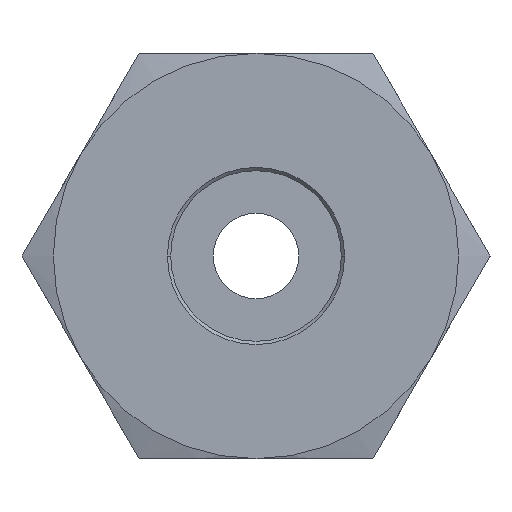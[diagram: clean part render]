
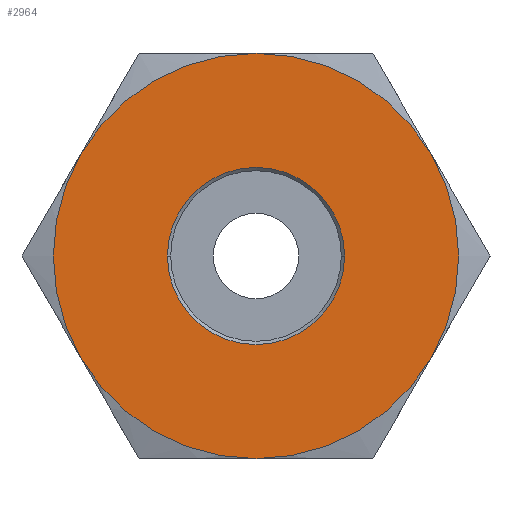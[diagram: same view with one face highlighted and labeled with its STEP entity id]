
A CAD part, left-side view. The second image highlights one B-rep face of the part: STEP entity #2964.
In plain terms, the highlighted planar face has unit normal (-1, 0, 0).
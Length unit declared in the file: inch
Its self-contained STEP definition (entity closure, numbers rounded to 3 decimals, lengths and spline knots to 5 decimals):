
#745=CARTESIAN_POINT('',(-0.88189,-0.32391,
-0.18701));
#767=CARTESIAN_POINT('',(-0.88189,0.,0.));
#768=DIRECTION('',(-1.,0.,0.));
#769=DIRECTION('',(0.,-0.866,-0.5));
#770=AXIS2_PLACEMENT_3D('',#767,#768,#769);
#772=CARTESIAN_POINT('',(-0.88189,0.,0.));
#773=DIRECTION('',(-1.,0.,0.));
#774=DIRECTION('',(0.,0.,-1.));
#775=AXIS2_PLACEMENT_3D('',#772,#773,#774);
#777=CARTESIAN_POINT('',(-0.88189,0.,0.));
#778=DIRECTION('',(-1.,0.,0.));
#779=DIRECTION('',(0.,0.866,-0.5));
#780=AXIS2_PLACEMENT_3D('',#777,#778,#779);
#782=CARTESIAN_POINT('',(-0.88189,0.,0.));
#783=DIRECTION('',(-1.,0.,0.));
#784=DIRECTION('',(0.,1.,0.));
#785=AXIS2_PLACEMENT_3D('',#782,#783,#784);
#787=CARTESIAN_POINT('',(-0.88189,0.,0.));
#788=DIRECTION('',(-1.,0.,0.));
#789=DIRECTION('',(0.,0.866,0.5));
#790=AXIS2_PLACEMENT_3D('',#787,#788,#789);
#792=CARTESIAN_POINT('',(-0.88189,0.,0.));
#793=DIRECTION('',(-1.,0.,0.));
#794=DIRECTION('',(0.,0.,1.));
#795=AXIS2_PLACEMENT_3D('',#792,#793,#794);
#797=CARTESIAN_POINT('',(-0.88189,0.,0.));
#798=DIRECTION('',(-1.,0.,0.));
#799=DIRECTION('',(0.,-0.866,0.5));
#800=AXIS2_PLACEMENT_3D('',#797,#798,#799);
#802=CARTESIAN_POINT('',(-0.88189,0.,0.));
#803=DIRECTION('',(1.,0.,0.));
#804=DIRECTION('',(0.,-1.,0.));
#805=AXIS2_PLACEMENT_3D('',#802,#803,#804);
#807=CARTESIAN_POINT('',(-0.88189,0.,0.));
#808=DIRECTION('',(1.,0.,0.));
#809=DIRECTION('',(0.,1.,0.));
#810=AXIS2_PLACEMENT_3D('',#807,#808,#809);
#823=CARTESIAN_POINT('',(-0.88189,0.,-0.37402));
#845=CARTESIAN_POINT('',(-0.88189,0.32391,
-0.18701));
#867=CARTESIAN_POINT('',(-0.88189,0.32391,
0.18701));
#878=CARTESIAN_POINT('',(-0.88189,0.,0.37402));
#900=CARTESIAN_POINT('',(-0.88189,-0.32391,
0.18701));
#1835=VERTEX_POINT('',#845);
#1843=VERTEX_POINT('',#878);
#1848=VERTEX_POINT('',#867);
#1851=VERTEX_POINT('',#900);
#1855=VERTEX_POINT('',#745);
#1858=VERTEX_POINT('',#823);
#1861=CARTESIAN_POINT('',(-0.88189,0.37402,0.));
#1862=VERTEX_POINT('',#1861);
#1879=CARTESIAN_POINT('',(-0.88189,-0.16348,0.));
#1880=CARTESIAN_POINT('',(-0.88189,0.16348,0.));
#1881=VERTEX_POINT('',#1879);
#1882=VERTEX_POINT('',#1880);
#2938=CARTESIAN_POINT('',(-0.88189,-0.18701,0.));
#2939=DIRECTION('',(-1.,0.,0.));
#2940=DIRECTION('',(0.,0.,-1.));
#2941=AXIS2_PLACEMENT_3D('',#2938,#2939,#2940);
#2942=PLANE('',#2941);
#2943=ORIENTED_EDGE('',*,*,#2925,.F.);
#2945=ORIENTED_EDGE('',*,*,#2944,.F.);
#2947=ORIENTED_EDGE('',*,*,#2946,.F.);
#2949=ORIENTED_EDGE('',*,*,#2948,.F.);
#2951=ORIENTED_EDGE('',*,*,#2950,.F.);
#2953=ORIENTED_EDGE('',*,*,#2952,.F.);
#2955=ORIENTED_EDGE('',*,*,#2954,.F.);
#2956=EDGE_LOOP('',(#2943,#2945,#2947,#2949,#2951,#2953,#2955));
#2957=FACE_OUTER_BOUND('',#2956,.F.);
#2959=ORIENTED_EDGE('',*,*,#2958,.F.);
#2961=ORIENTED_EDGE('',*,*,#2960,.F.);
#2962=EDGE_LOOP('',(#2959,#2961));
#2963=FACE_BOUND('',#2962,.F.);
#2964=ADVANCED_FACE('',(#2957,#2963),#2942,.T.);
#771=CIRCLE('',#770,0.37402);
#776=CIRCLE('',#775,0.37402);
#781=CIRCLE('',#780,0.37402);
#786=CIRCLE('',#785,0.37402);
#791=CIRCLE('',#790,0.37402);
#796=CIRCLE('',#795,0.37402);
#801=CIRCLE('',#800,0.37402);
#806=CIRCLE('',#805,0.16348);
#811=CIRCLE('',#810,0.16348);
#2925=EDGE_CURVE('',#1855,#1851,#771,.T.);
#2944=EDGE_CURVE('',#1858,#1855,#776,.T.);
#2946=EDGE_CURVE('',#1835,#1858,#781,.T.);
#2948=EDGE_CURVE('',#1862,#1835,#786,.T.);
#2950=EDGE_CURVE('',#1848,#1862,#791,.T.);
#2952=EDGE_CURVE('',#1843,#1848,#796,.T.);
#2954=EDGE_CURVE('',#1851,#1843,#801,.T.);
#2958=EDGE_CURVE('',#1881,#1882,#806,.T.);
#2960=EDGE_CURVE('',#1882,#1881,#811,.T.);
